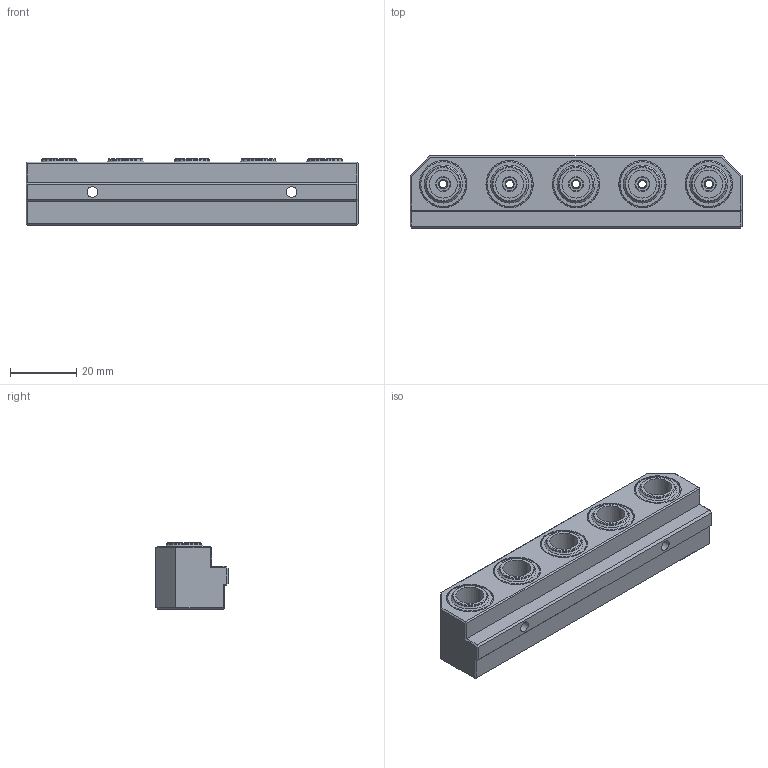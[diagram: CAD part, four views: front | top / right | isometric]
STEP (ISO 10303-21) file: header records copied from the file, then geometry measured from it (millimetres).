
FILE_DESCRIPTION(('Open CASCADE Model'),'2;1');
FILE_NAME('Open CASCADE Shape Model','2024-08-27T16:20:06',('Author'),( 'Open CASCADE'),'Open CASCADE STEP processor 7.7','Open CASCADE 7.7' ,'Unknown');
FILE_SCHEMA(('AUTOMOTIVE_DESIGN { 1 0 10303 214 1 1 1 1 }'));
Length unit declared in the file: millimetre
Products named in the file (1): Open CASCADE STEP translator 7.7 87
Bounding box: 100 x 21.75 x 20 mm (x, y, z)
Volume: 32843.2 mm3; surface area: 10907.8 mm2
Topology: 1 solids, 1 shells, 145 faces, 284 edges, 168 vertices
Faces by surface type: plane 67, cone 49, cylinder 24, bspline 5
Full cylindrical faces by diameter (mm): 2.3 x5, 3.2 x2, 4.1 x5, 5.8 x2, 8.45 x5, 10.45 x5
Entity records: 7829 total; most frequent: CARTESIAN_POINT 1788, DIRECTION 1169, LINE 637, VECTOR 637, ORIENTED_EDGE 568, PCURVE 568, DEFINITIONAL_REPRESENTATION 568, EDGE_CURVE 284
